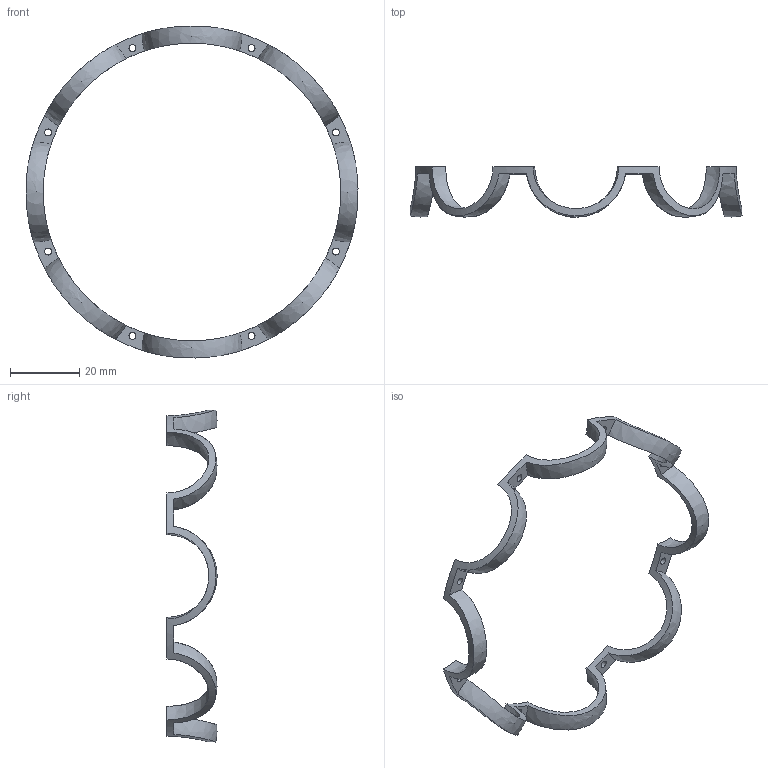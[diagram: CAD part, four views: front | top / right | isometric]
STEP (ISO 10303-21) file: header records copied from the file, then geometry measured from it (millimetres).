
FILE_DESCRIPTION (( 'STEP AP214' ), '1' );
FILE_NAME ('Part3. Cage.STEP', '2025-02-20T16:45:55', ( '' ), ( '' ), 'SwSTEP 2.0', 'SolidWorks 2025', '' );
FILE_SCHEMA (( 'AUTOMOTIVE_DESIGN' ));
Length unit declared in the file: millimetre
Products named in the file (1): Part3. Cage
Bounding box: 95.98 x 14.5 x 95.98 mm (x, y, z)
Volume: 3918.5 mm3; surface area: 5616.9 mm2
Topology: 1 solids, 1 shells, 42 faces, 172 edges, 114 vertices
Faces by surface type: plane 16, sphere 16, cylinder 10
Full cylindrical faces by diameter (mm): 2 x8, 86 x1, 96 x1
Entity records: 2915 total; most frequent: CARTESIAN_POINT 1771, DIRECTION 246, ORIENTED_EDGE 224, AXIS2_PLACEMENT_3D 123, EDGE_CURVE 112, VERTEX_POINT 80, CIRCLE 80, EDGE_LOOP 68
